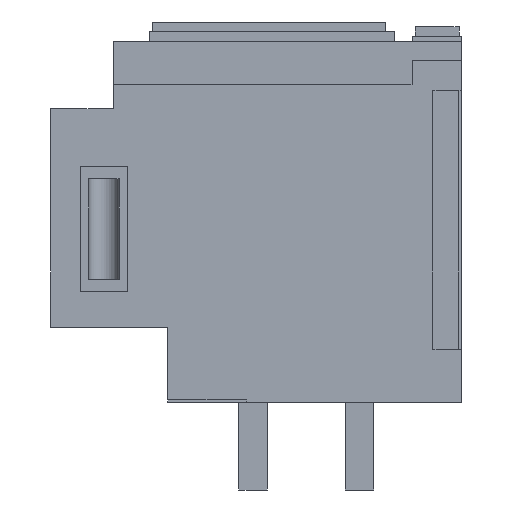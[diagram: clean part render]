
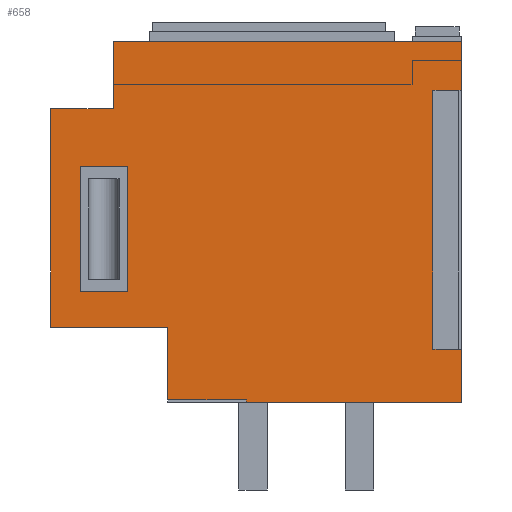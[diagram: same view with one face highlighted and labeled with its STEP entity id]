
A CAD part, left-side view. The second image highlights one B-rep face of the part: STEP entity #658.
In plain terms, the highlighted planar face has unit normal (-1, 0, 0).
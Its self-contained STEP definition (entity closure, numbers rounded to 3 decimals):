
#450=FACE_BOUND('',#1266,.T.);
#451=FACE_BOUND('',#1267,.T.);
#452=FACE_BOUND('',#1268,.T.);
#658=ADVANCED_FACE('',(#450,#451,#452),#855,.F.);
#855=PLANE('',#5021);
#1266=EDGE_LOOP('',(#1850,#1851,#1852,#1853,#1854,#1855,#1856,#1857,#1858,
#1859));
#1267=EDGE_LOOP('',(#1860,#1861,#1862,#1863));
#1268=EDGE_LOOP('',(#1864,#1865,#1866,#1867));
#1850=ORIENTED_EDGE('',*,*,#3601,.T.);
#1851=ORIENTED_EDGE('',*,*,#3602,.F.);
#1852=ORIENTED_EDGE('',*,*,#3346,.F.);
#1853=ORIENTED_EDGE('',*,*,#3603,.F.);
#1854=ORIENTED_EDGE('',*,*,#3348,.T.);
#1855=ORIENTED_EDGE('',*,*,#3604,.T.);
#1856=ORIENTED_EDGE('',*,*,#3605,.F.);
#1857=ORIENTED_EDGE('',*,*,#3606,.F.);
#1858=ORIENTED_EDGE('',*,*,#3607,.F.);
#1859=ORIENTED_EDGE('',*,*,#3608,.F.);
#1860=ORIENTED_EDGE('',*,*,#3609,.T.);
#1861=ORIENTED_EDGE('',*,*,#3610,.T.);
#1862=ORIENTED_EDGE('',*,*,#3611,.F.);
#1863=ORIENTED_EDGE('',*,*,#3612,.F.);
#1864=ORIENTED_EDGE('',*,*,#3613,.F.);
#1865=ORIENTED_EDGE('',*,*,#3614,.F.);
#1866=ORIENTED_EDGE('',*,*,#3615,.F.);
#1867=ORIENTED_EDGE('',*,*,#3616,.F.);
#2904=VERTEX_POINT('',#6733);
#2905=VERTEX_POINT('',#6735);
#2906=VERTEX_POINT('',#6739);
#2907=VERTEX_POINT('',#6740);
#3154=VERTEX_POINT('',#7294);
#3155=VERTEX_POINT('',#7295);
#3156=VERTEX_POINT('',#7299);
#3157=VERTEX_POINT('',#7301);
#3158=VERTEX_POINT('',#7303);
#3159=VERTEX_POINT('',#7305);
#3160=VERTEX_POINT('',#7308);
#3161=VERTEX_POINT('',#7309);
#3162=VERTEX_POINT('',#7311);
#3163=VERTEX_POINT('',#7313);
#3164=VERTEX_POINT('',#7316);
#3165=VERTEX_POINT('',#7317);
#3166=VERTEX_POINT('',#7319);
#3167=VERTEX_POINT('',#7321);
#3346=EDGE_CURVE('',#2904,#2905,#4004,.T.);
#3348=EDGE_CURVE('',#2906,#2907,#4006,.T.);
#3601=EDGE_CURVE('',#3154,#3155,#4159,.T.);
#3602=EDGE_CURVE('',#2905,#3155,#4160,.T.);
#3603=EDGE_CURVE('',#2906,#2904,#4161,.T.);
#3604=EDGE_CURVE('',#2907,#3156,#4162,.T.);
#3605=EDGE_CURVE('',#3157,#3156,#4163,.T.);
#3606=EDGE_CURVE('',#3158,#3157,#4164,.T.);
#3607=EDGE_CURVE('',#3159,#3158,#4165,.T.);
#3608=EDGE_CURVE('',#3154,#3159,#4166,.T.);
#3609=EDGE_CURVE('',#3160,#3161,#4167,.T.);
#3610=EDGE_CURVE('',#3161,#3162,#4168,.T.);
#3611=EDGE_CURVE('',#3163,#3162,#4169,.T.);
#3612=EDGE_CURVE('',#3160,#3163,#4170,.T.);
#3613=EDGE_CURVE('',#3164,#3165,#4171,.T.);
#3614=EDGE_CURVE('',#3166,#3164,#4172,.T.);
#3615=EDGE_CURVE('',#3167,#3166,#4173,.T.);
#3616=EDGE_CURVE('',#3165,#3167,#4174,.T.);
#4004=LINE('',#6734,#4438);
#4006=LINE('',#6738,#4440);
#4159=LINE('',#7293,#4593);
#4160=LINE('',#7296,#4594);
#4161=LINE('',#7297,#4595);
#4162=LINE('',#7298,#4596);
#4163=LINE('',#7300,#4597);
#4164=LINE('',#7302,#4598);
#4165=LINE('',#7304,#4599);
#4166=LINE('',#7306,#4600);
#4167=LINE('',#7307,#4601);
#4168=LINE('',#7310,#4602);
#4169=LINE('',#7312,#4603);
#4170=LINE('',#7314,#4604);
#4171=LINE('',#7315,#4605);
#4172=LINE('',#7318,#4606);
#4173=LINE('',#7320,#4607);
#4174=LINE('',#7322,#4608);
#4438=VECTOR('',#5350,1.);
#4440=VECTOR('',#5354,1.);
#4593=VECTOR('',#5815,1.);
#4594=VECTOR('',#5816,1.);
#4595=VECTOR('',#5817,1.);
#4596=VECTOR('',#5818,1.);
#4597=VECTOR('',#5819,1.);
#4598=VECTOR('',#5820,1.);
#4599=VECTOR('',#5821,1.);
#4600=VECTOR('',#5822,1.);
#4601=VECTOR('',#5823,1.);
#4602=VECTOR('',#5824,1.);
#4603=VECTOR('',#5825,1.);
#4604=VECTOR('',#5826,1.);
#4605=VECTOR('',#5827,1.);
#4606=VECTOR('',#5828,1.);
#4607=VECTOR('',#5829,1.);
#4608=VECTOR('',#5830,1.);
#5021=AXIS2_PLACEMENT_3D('',#7323,#5831,#5832);
#5350=DIRECTION('',(0.,1.,0.));
#5354=DIRECTION('',(0.,-1.,0.));
#5815=DIRECTION('',(0.,-1.,0.));
#5816=DIRECTION('',(0.,0.,1.));
#5817=DIRECTION('',(0.,0.,1.));
#5818=DIRECTION('',(0.,0.,1.));
#5819=DIRECTION('',(0.,-1.,0.));
#5820=DIRECTION('',(0.,0.,1.));
#5821=DIRECTION('',(0.,-1.,0.));
#5822=DIRECTION('',(0.,0.,1.));
#5823=DIRECTION('',(0.,1.,0.));
#5824=DIRECTION('',(0.,0.,1.));
#5825=DIRECTION('',(0.,1.,0.));
#5826=DIRECTION('',(0.,0.,1.));
#5827=DIRECTION('',(0.,-1.,0.));
#5828=DIRECTION('',(0.,0.,-1.));
#5829=DIRECTION('',(0.,1.,0.));
#5830=DIRECTION('',(0.,0.,1.));
#5831=DIRECTION('',(1.,0.,0.));
#5832=DIRECTION('',(0.,0.,1.));
#6733=CARTESIAN_POINT('',(-330.,226.,-149.5));
#6734=CARTESIAN_POINT('',(-330.,0.,-149.5));
#6735=CARTESIAN_POINT('',(-330.,309.,-149.5));
#6738=CARTESIAN_POINT('',(-330.,226.,-152.5));
#6739=CARTESIAN_POINT('',(-330.,226.,-152.5));
#6740=CARTESIAN_POINT('',(-330.,0.,-152.5));
#7293=CARTESIAN_POINT('',(-330.,0.,-73.3));
#7294=CARTESIAN_POINT('',(-330.,432.,-73.3));
#7295=CARTESIAN_POINT('',(-330.,309.,-73.3));
#7296=CARTESIAN_POINT('',(-330.,309.,-73.3));
#7297=CARTESIAN_POINT('',(-330.,226.,-152.5));
#7298=CARTESIAN_POINT('',(-330.,0.,-122.5));
#7299=CARTESIAN_POINT('',(-330.,0.,227.5));
#7300=CARTESIAN_POINT('',(-330.,0.,227.5));
#7301=CARTESIAN_POINT('',(-330.,366.,227.5));
#7302=CARTESIAN_POINT('',(-330.,366.,156.5));
#7303=CARTESIAN_POINT('',(-330.,366.,156.5));
#7304=CARTESIAN_POINT('',(-330.,0.,156.5));
#7305=CARTESIAN_POINT('',(-330.,432.,156.5));
#7306=CARTESIAN_POINT('',(-330.,432.,-122.5));
#7307=CARTESIAN_POINT('',(-330.,30.,-96.5));
#7308=CARTESIAN_POINT('',(-330.,3.,-96.5));
#7309=CARTESIAN_POINT('',(-330.,30.,-96.5));
#7310=CARTESIAN_POINT('',(-330.,30.,-96.5));
#7311=CARTESIAN_POINT('',(-330.,30.,175.5));
#7312=CARTESIAN_POINT('',(-330.,30.,175.5));
#7313=CARTESIAN_POINT('',(-330.,3.,175.5));
#7314=CARTESIAN_POINT('',(-330.,3.,-96.5));
#7315=CARTESIAN_POINT('',(-330.,371.,-36.3));
#7316=CARTESIAN_POINT('',(-330.,401.,-36.3));
#7317=CARTESIAN_POINT('',(-330.,351.,-36.3));
#7318=CARTESIAN_POINT('',(-330.,401.,-36.3));
#7319=CARTESIAN_POINT('',(-330.,401.,95.7));
#7320=CARTESIAN_POINT('',(-330.,371.,95.7));
#7321=CARTESIAN_POINT('',(-330.,351.,95.7));
#7322=CARTESIAN_POINT('',(-330.,351.,-36.3));
#7323=CARTESIAN_POINT('',(-330.,0.,-122.5));
